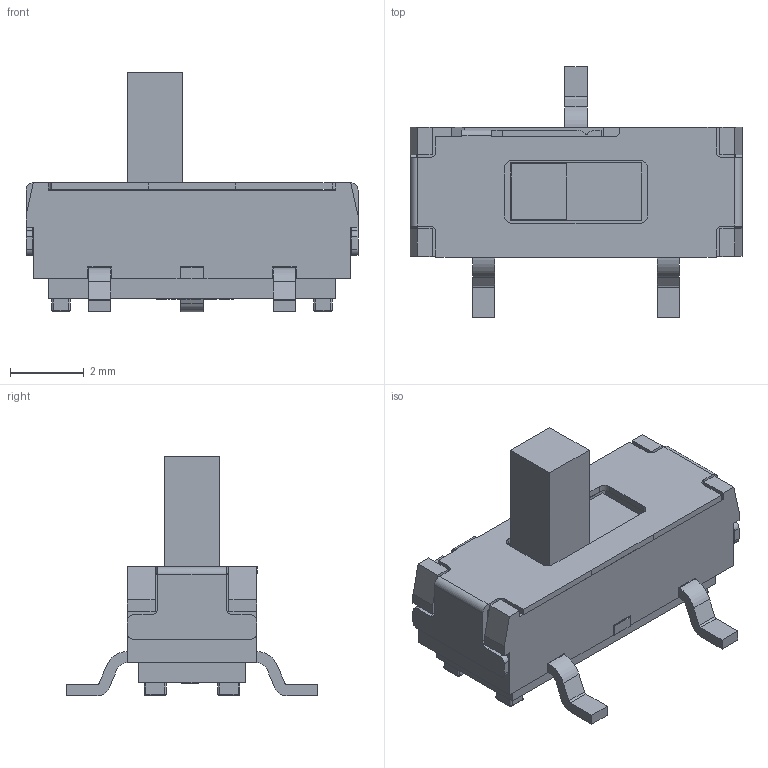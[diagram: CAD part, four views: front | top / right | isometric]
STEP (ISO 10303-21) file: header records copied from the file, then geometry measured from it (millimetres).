
FILE_DESCRIPTION((''),'2;1');
FILE_NAME('52','2021-09-05T20:49:50',('Administrator'),(''),'CREO PARAMETRIC BY PTC INC, 2016510','CREO PARAMETRIC BY PTC INC, 2016510','');
FILE_SCHEMA(('CONFIG_CONTROL_DESIGN','GEOMETRIC_VALIDATION_PROPERTIES_MIM'));
Length unit declared in the file: millimetre
Products named in the file (1): 52
Bounding box: 9 x 6.8 x 6.5 mm (x, y, z)
Volume: 96.1 mm3; surface area: 268.7 mm2
Topology: 2 solids, 2 shells, 420 faces, 1114 edges, 726 vertices
Faces by surface type: plane 328, cylinder 76, sphere 16
Entity records: 15883 total; most frequent: CARTESIAN_POINT 2262, ORIENTED_EDGE 2228, DIRECTION 2106, EDGE_CURVE 1114, VECTOR 962, LINE 962, VERTEX_POINT 726, AXIS2_PLACEMENT_3D 572
